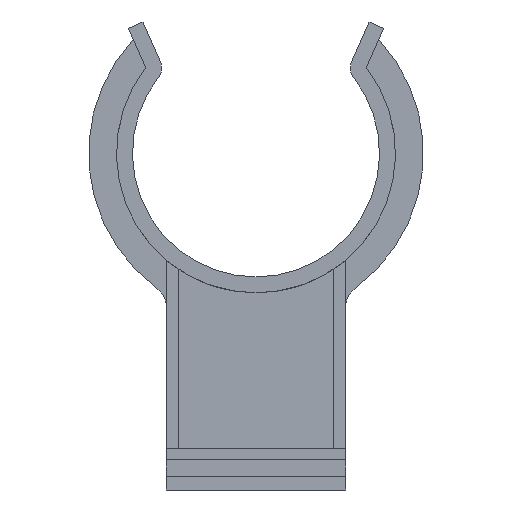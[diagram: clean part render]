
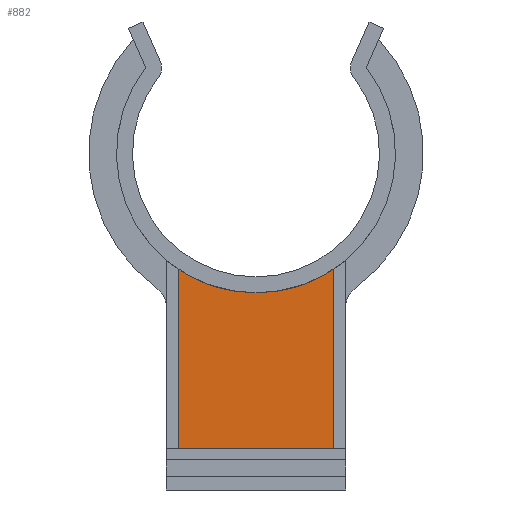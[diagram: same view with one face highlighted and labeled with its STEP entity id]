
A CAD part, front view. The second image highlights one B-rep face of the part: STEP entity #882.
In plain terms, the highlighted planar face has unit normal (0, -1, 0).
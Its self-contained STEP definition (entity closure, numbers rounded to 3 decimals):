
#5 = AXIS2_PLACEMENT_3D ( 'NONE', #985, #1348, #749 ) ;
#8 = DIRECTION ( 'NONE',  ( 0., 1., 0. ) ) ;
#55 = VERTEX_POINT ( 'NONE', #1004 ) ;
#62 = ORIENTED_EDGE ( 'NONE', *, *, #1053, .T. ) ;
#90 = EDGE_CURVE ( 'NONE', #379, #55, #1505, .T. ) ;
#104 = DIRECTION ( 'NONE',  ( 0., 0., 1. ) ) ;
#129 = CARTESIAN_POINT ( 'NONE',  ( 0., -1., -17.5 ) ) ;
#248 = DIRECTION ( 'NONE',  ( 0., 0., 1. ) ) ;
#258 = DIRECTION ( 'NONE',  ( 0., 0., -1. ) ) ;
#281 = EDGE_CURVE ( 'NONE', #1118, #55, #286, .T. ) ;
#286 = LINE ( 'NONE', #305, #1317 ) ;
#305 = CARTESIAN_POINT ( 'NONE',  ( 11.25, -1., -37.032 ) ) ;
#379 = VERTEX_POINT ( 'NONE', #1062 ) ;
#380 = CARTESIAN_POINT ( 'NONE',  ( 9.75, -1., -37.032 ) ) ;
#429 = EDGE_LOOP ( 'NONE', ( #660, #924, #487, #62, #1368 ) ) ;
#487 = ORIENTED_EDGE ( 'NONE', *, *, #975, .F. ) ;
#552 = VECTOR ( 'NONE', #258, 1000. ) ;
#660 = ORIENTED_EDGE ( 'NONE', *, *, #90, .T. ) ;
#668 = DIRECTION ( 'NONE',  ( -1., 0., 0. ) ) ;
#727 = PLANE ( 'NONE',  #1611 ) ;
#749 = DIRECTION ( 'NONE',  ( 0., 0., 1. ) ) ;
#778 = CIRCLE ( 'NONE', #911, 17.5 ) ;
#828 = EDGE_CURVE ( 'NONE', #846, #379, #1548, .T. ) ;
#846 = VERTEX_POINT ( 'NONE', #129 ) ;
#858 = FACE_OUTER_BOUND ( 'NONE', #429, .T. ) ;
#882 = ADVANCED_FACE ( 'NONE', ( #858 ), #727, .F. ) ;
#887 = CARTESIAN_POINT ( 'NONE',  ( -9.75, -1., -37.032 ) ) ;
#911 = AXIS2_PLACEMENT_3D ( 'NONE', #1617, #8, #248 ) ;
#924 = ORIENTED_EDGE ( 'NONE', *, *, #281, .F. ) ;
#975 = EDGE_CURVE ( 'NONE', #986, #1118, #1245, .T. ) ;
#981 = DIRECTION ( 'NONE',  ( 0., 0., -1. ) ) ;
#985 = CARTESIAN_POINT ( 'NONE',  ( 0., -1., 0. ) ) ;
#986 = VERTEX_POINT ( 'NONE', #1254 ) ;
#1004 = CARTESIAN_POINT ( 'NONE',  ( -9.75, -1., -37.032 ) ) ;
#1053 = EDGE_CURVE ( 'NONE', #986, #846, #778, .T. ) ;
#1062 = CARTESIAN_POINT ( 'NONE',  ( -9.75, -1., -14.532 ) ) ;
#1118 = VERTEX_POINT ( 'NONE', #1553 ) ;
#1245 = LINE ( 'NONE', #380, #552 ) ;
#1254 = CARTESIAN_POINT ( 'NONE',  ( 9.75, -1., -14.532 ) ) ;
#1312 = VECTOR ( 'NONE', #981, 1000. ) ;
#1317 = VECTOR ( 'NONE', #668, 1000. ) ;
#1348 = DIRECTION ( 'NONE',  ( 0., 1., 0. ) ) ;
#1356 = CARTESIAN_POINT ( 'NONE',  ( 0., -1., 0. ) ) ;
#1368 = ORIENTED_EDGE ( 'NONE', *, *, #828, .T. ) ;
#1505 = LINE ( 'NONE', #887, #1312 ) ;
#1548 = CIRCLE ( 'NONE', #5, 17.5 ) ;
#1553 = CARTESIAN_POINT ( 'NONE',  ( 9.75, -1., -37.032 ) ) ;
#1594 = DIRECTION ( 'NONE',  ( 0., 1., 0. ) ) ;
#1611 = AXIS2_PLACEMENT_3D ( 'NONE', #1356, #1594, #104 ) ;
#1617 = CARTESIAN_POINT ( 'NONE',  ( 0., -1., 0. ) ) ;
